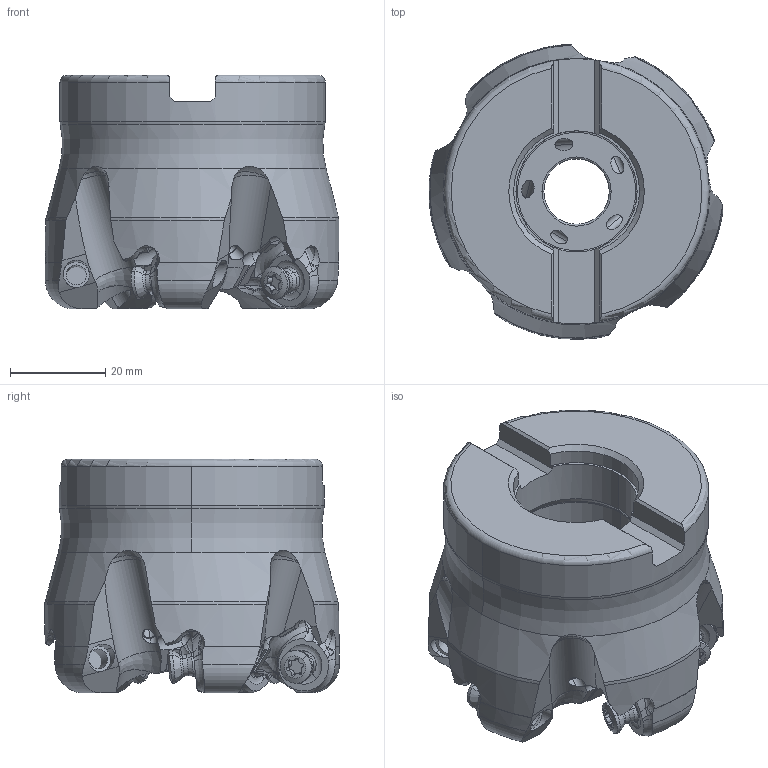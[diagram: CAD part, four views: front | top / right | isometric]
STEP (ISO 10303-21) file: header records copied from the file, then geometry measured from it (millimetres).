
FILE_DESCRIPTION(/* description */ (''),/* implementation_level */ '2;1');
FILE_NAME(/* name */ 'WWX400UR2_5005CA.stp',/* time_stamp */ '2020-04-21T17:34:14+09:00',/* author */ (''),/* organization */ (''),/* preprocessor_version */ 'ST-DEVELOPER v16',/* originating_system */ 'SIEMENS PLM Software NX 10.0',/* authorisation */ '');
FILE_SCHEMA (('AUTOMOTIVE_DESIGN { 1 0 10303 214 3 1 1 1 }'));
Products named in the file (1): WWX400UR2_5005CA_ASM
Bounding box: 61.54 x 61.76 x 49.01 mm (x, y, z)
Volume: 85542.6 mm3; surface area: 20494.2 mm2
Topology: 6 solids, 6 shells, 670 faces, 1944 edges, 1255 vertices
Faces by surface type: cylinder 247, plane 151, bspline 80, sphere 80, torus 49, cone 43, extrusion 20
Entity records: 44769 total; most frequent: CARTESIAN_POINT 28235, ORIENTED_EDGE 3788, DIRECTION 3013, EDGE_CURVE 1894, AXIS2_PLACEMENT_3D 1293, VERTEX_POINT 1247, B_SPLINE_CURVE_WITH_KNOTS 812, EDGE_LOOP 703
